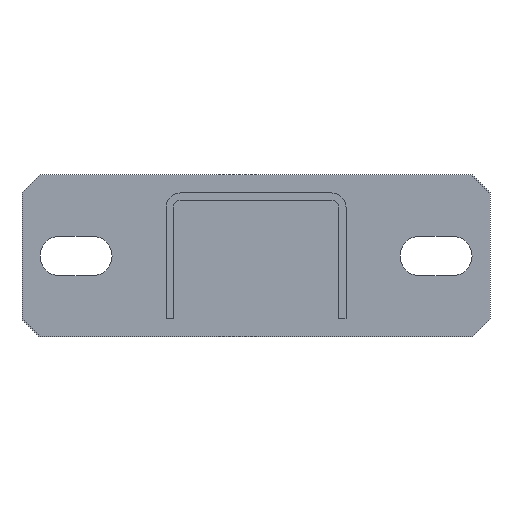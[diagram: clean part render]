
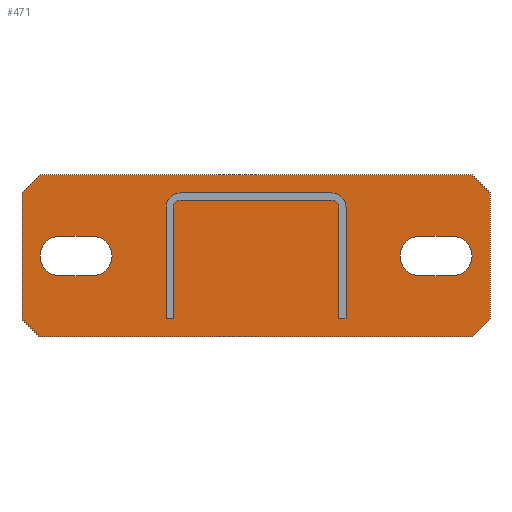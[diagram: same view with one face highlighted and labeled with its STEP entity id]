
A CAD part, front view. The second image highlights one B-rep face of the part: STEP entity #471.
In plain terms, the highlighted planar face has unit normal (0, -1, 0).
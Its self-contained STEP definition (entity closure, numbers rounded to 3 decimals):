
#62=DIRECTION('',(1.,0.,0.));
#63=VECTOR('',#62,120.);
#64=CARTESIAN_POINT('',(-60.,0.,22.5));
#65=LINE('',#64,#63);
#74=DIRECTION('',(0.,0.,-1.));
#75=VECTOR('',#74,35.);
#76=CARTESIAN_POINT('',(65.,0.,17.5));
#77=LINE('',#76,#75);
#86=DIRECTION('',(-1.,0.,0.));
#87=VECTOR('',#86,120.);
#88=CARTESIAN_POINT('',(60.,0.,-22.5));
#89=LINE('',#88,#87);
#98=DIRECTION('',(0.,0.,1.));
#99=VECTOR('',#98,35.);
#100=CARTESIAN_POINT('',(-65.,0.,-17.5));
#101=LINE('',#100,#99);
#110=DIRECTION('',(-0.707,0.,0.707));
#111=VECTOR('',#110,7.071);
#112=CARTESIAN_POINT('',(65.,0.,17.5));
#113=LINE('',#112,#111);
#114=DIRECTION('',(0.707,0.,0.707));
#115=VECTOR('',#114,7.071);
#116=CARTESIAN_POINT('',(60.,0.,-22.5));
#117=LINE('',#116,#115);
#118=DIRECTION('',(0.707,0.,-0.707));
#119=VECTOR('',#118,7.071);
#120=CARTESIAN_POINT('',(-65.,0.,-17.5));
#121=LINE('',#120,#119);
#122=DIRECTION('',(-0.707,0.,-0.707));
#123=VECTOR('',#122,7.071);
#124=CARTESIAN_POINT('',(-60.,0.,22.5));
#125=LINE('',#124,#123);
#126=CARTESIAN_POINT('',(-45.5,0.,0.));
#127=DIRECTION('',(0.,1.,0.));
#128=DIRECTION('',(0.,0.,1.));
#129=AXIS2_PLACEMENT_3D('',#126,#127,#128);
#131=CARTESIAN_POINT('',(-54.5,0.,0.));
#132=DIRECTION('',(0.,1.,0.));
#133=DIRECTION('',(0.,0.,-1.));
#134=AXIS2_PLACEMENT_3D('',#131,#132,#133);
#136=CARTESIAN_POINT('',(54.5,0.,0.));
#137=DIRECTION('',(0.,1.,0.));
#138=DIRECTION('',(0.,0.,1.));
#139=AXIS2_PLACEMENT_3D('',#136,#137,#138);
#141=CARTESIAN_POINT('',(45.5,0.,0.));
#142=DIRECTION('',(0.,1.,0.));
#143=DIRECTION('',(0.,0.,-1.));
#144=AXIS2_PLACEMENT_3D('',#141,#142,#143);
#150=DIRECTION('',(-1.,0.,0.));
#151=VECTOR('',#150,9.);
#152=CARTESIAN_POINT('',(-45.5,0.,5.5));
#153=LINE('',#152,#151);
#166=DIRECTION('',(1.,0.,0.));
#167=VECTOR('',#166,9.);
#168=CARTESIAN_POINT('',(-54.5,0.,-5.5));
#169=LINE('',#168,#167);
#182=DIRECTION('',(-1.,0.,0.));
#183=VECTOR('',#182,9.);
#184=CARTESIAN_POINT('',(54.5,0.,5.5));
#185=LINE('',#184,#183);
#198=DIRECTION('',(1.,0.,0.));
#199=VECTOR('',#198,9.);
#200=CARTESIAN_POINT('',(45.5,0.,-5.5));
#201=LINE('',#200,#199);
#206=CARTESIAN_POINT('',(-45.5,0.,-5.5));
#207=VERTEX_POINT('',#206);
#208=CARTESIAN_POINT('',(-45.5,0.,5.5));
#209=VERTEX_POINT('',#208);
#212=CARTESIAN_POINT('',(-54.5,0.,5.5));
#213=VERTEX_POINT('',#212);
#216=CARTESIAN_POINT('',(-54.5,0.,-5.5));
#217=VERTEX_POINT('',#216);
#222=CARTESIAN_POINT('',(54.5,0.,-5.5));
#223=VERTEX_POINT('',#222);
#224=CARTESIAN_POINT('',(54.5,0.,5.5));
#225=VERTEX_POINT('',#224);
#228=CARTESIAN_POINT('',(45.5,0.,5.5));
#229=VERTEX_POINT('',#228);
#232=CARTESIAN_POINT('',(45.5,0.,-5.5));
#233=VERTEX_POINT('',#232);
#238=CARTESIAN_POINT('',(-60.,0.,22.5));
#239=VERTEX_POINT('',#238);
#240=CARTESIAN_POINT('',(60.,0.,22.5));
#241=VERTEX_POINT('',#240);
#244=CARTESIAN_POINT('',(-65.,0.,17.5));
#245=VERTEX_POINT('',#244);
#248=CARTESIAN_POINT('',(-65.,0.,-17.5));
#249=VERTEX_POINT('',#248);
#252=CARTESIAN_POINT('',(-60.,0.,-22.5));
#253=VERTEX_POINT('',#252);
#256=CARTESIAN_POINT('',(60.,0.,-22.5));
#257=VERTEX_POINT('',#256);
#260=CARTESIAN_POINT('',(65.,0.,-17.5));
#261=VERTEX_POINT('',#260);
#264=CARTESIAN_POINT('',(65.,0.,17.5));
#265=VERTEX_POINT('',#264);
#437=CARTESIAN_POINT('',(0.,0.,0.));
#438=DIRECTION('',(0.,1.,0.));
#439=DIRECTION('',(0.,0.,1.));
#440=AXIS2_PLACEMENT_3D('',#437,#438,#439);
#441=PLANE('',#440);
#442=ORIENTED_EDGE('',*,*,#348,.F.);
#443=ORIENTED_EDGE('',*,*,#362,.T.);
#444=ORIENTED_EDGE('',*,*,#376,.F.);
#445=ORIENTED_EDGE('',*,*,#390,.T.);
#446=ORIENTED_EDGE('',*,*,#404,.F.);
#447=ORIENTED_EDGE('',*,*,#418,.T.);
#448=ORIENTED_EDGE('',*,*,#431,.F.);
#449=ORIENTED_EDGE('',*,*,#333,.T.);
#450=EDGE_LOOP('',(#442,#443,#444,#445,#446,#447,#448,#449));
#451=FACE_OUTER_BOUND('',#450,.F.);
#452=ORIENTED_EDGE('',*,*,#275,.F.);
#454=ORIENTED_EDGE('',*,*,#453,.T.);
#456=ORIENTED_EDGE('',*,*,#455,.F.);
#458=ORIENTED_EDGE('',*,*,#457,.T.);
#459=EDGE_LOOP('',(#452,#454,#456,#458));
#460=FACE_BOUND('',#459,.F.);
#462=ORIENTED_EDGE('',*,*,#461,.F.);
#464=ORIENTED_EDGE('',*,*,#463,.T.);
#466=ORIENTED_EDGE('',*,*,#465,.F.);
#468=ORIENTED_EDGE('',*,*,#467,.T.);
#469=EDGE_LOOP('',(#462,#464,#466,#468));
#470=FACE_BOUND('',#469,.F.);
#471=ADVANCED_FACE('',(#451,#460,#470),#441,.F.);
#130=CIRCLE('',#129,5.5);
#135=CIRCLE('',#134,5.5);
#140=CIRCLE('',#139,5.5);
#145=CIRCLE('',#144,5.5);
#275=EDGE_CURVE('',#209,#207,#130,.T.);
#333=EDGE_CURVE('',#239,#241,#65,.T.);
#348=EDGE_CURVE('',#265,#241,#113,.T.);
#362=EDGE_CURVE('',#265,#261,#77,.T.);
#376=EDGE_CURVE('',#257,#261,#117,.T.);
#390=EDGE_CURVE('',#257,#253,#89,.T.);
#404=EDGE_CURVE('',#249,#253,#121,.T.);
#418=EDGE_CURVE('',#249,#245,#101,.T.);
#431=EDGE_CURVE('',#239,#245,#125,.T.);
#453=EDGE_CURVE('',#209,#213,#153,.T.);
#455=EDGE_CURVE('',#217,#213,#135,.T.);
#457=EDGE_CURVE('',#217,#207,#169,.T.);
#461=EDGE_CURVE('',#225,#223,#140,.T.);
#463=EDGE_CURVE('',#225,#229,#185,.T.);
#465=EDGE_CURVE('',#233,#229,#145,.T.);
#467=EDGE_CURVE('',#233,#223,#201,.T.);
